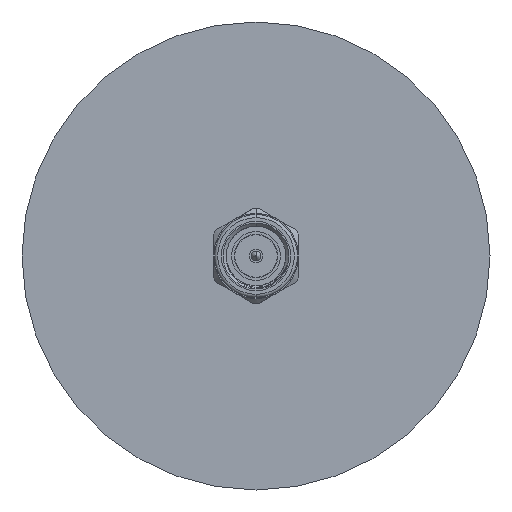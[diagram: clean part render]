
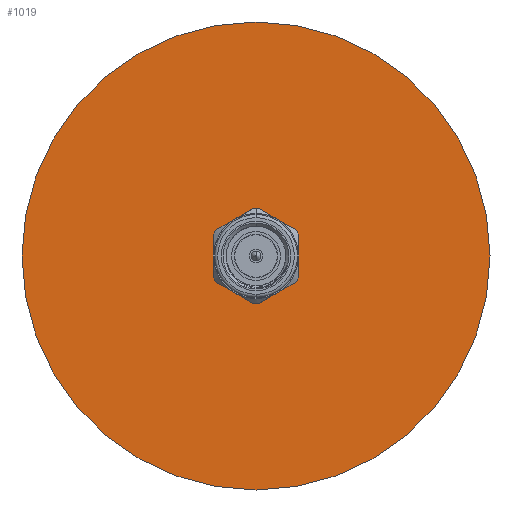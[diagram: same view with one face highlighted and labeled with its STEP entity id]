
A CAD part, front view. The second image highlights one B-rep face of the part: STEP entity #1019.
In plain terms, the highlighted planar face has unit normal (0, -1, 0).
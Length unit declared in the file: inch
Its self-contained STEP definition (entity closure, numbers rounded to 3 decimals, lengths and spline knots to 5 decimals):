
#468 = CIRCLE ( 'NONE', #5410, 0.1063 ) ;
#492 = DIRECTION ( 'NONE',  ( 0., 0., 1. ) ) ;
#496 = CARTESIAN_POINT ( 'NONE',  ( 0., 0., 0.86614 ) ) ;
#503 = EDGE_LOOP ( 'NONE', ( #4755, #2571 ) ) ;
#522 = VERTEX_POINT ( 'NONE', #5546 ) ;
#530 = DIRECTION ( 'NONE',  ( 0., 0., -1. ) ) ;
#760 = EDGE_CURVE ( 'NONE', #1300, #7257, #1902, .T. ) ;
#1019 = ADVANCED_FACE ( 'NONE', ( #8053, #9307 ), #6071, .F. ) ;
#1300 = VERTEX_POINT ( 'NONE', #496 ) ;
#1343 = EDGE_LOOP ( 'NONE', ( #6540, #3367 ) ) ;
#1902 = CIRCLE ( 'NONE', #2940, 0.86614 ) ;
#2176 = AXIS2_PLACEMENT_3D ( 'NONE', #8994, #2639, #4811 ) ;
#2374 = CARTESIAN_POINT ( 'NONE',  ( 0., 0., -0.86614 ) ) ;
#2571 = ORIENTED_EDGE ( 'NONE', *, *, #760, .F. ) ;
#2639 = DIRECTION ( 'NONE',  ( 0., 1., 0. ) ) ;
#2940 = AXIS2_PLACEMENT_3D ( 'NONE', #4013, #8351, #492 ) ;
#3132 = AXIS2_PLACEMENT_3D ( 'NONE', #4408, #8877, #4788 ) ;
#3237 = AXIS2_PLACEMENT_3D ( 'NONE', #7651, #3898, #4043 ) ;
#3321 = DIRECTION ( 'NONE',  ( 0., 1., 0. ) ) ;
#3367 = ORIENTED_EDGE ( 'NONE', *, *, #5969, .T. ) ;
#3898 = DIRECTION ( 'NONE',  ( 0., 1., 0. ) ) ;
#4013 = CARTESIAN_POINT ( 'NONE',  ( 0., 0., 0. ) ) ;
#4043 = DIRECTION ( 'NONE',  ( 1., 0., 0. ) ) ;
#4228 = CIRCLE ( 'NONE', #2176, 0.86614 ) ;
#4408 = CARTESIAN_POINT ( 'NONE',  ( 0., 0., 0. ) ) ;
#4755 = ORIENTED_EDGE ( 'NONE', *, *, #7335, .F. ) ;
#4788 = DIRECTION ( 'NONE',  ( 0., 0., -1. ) ) ;
#4811 = DIRECTION ( 'NONE',  ( 0., 0., 1. ) ) ;
#5410 = AXIS2_PLACEMENT_3D ( 'NONE', #7065, #3321, #530 ) ;
#5546 = CARTESIAN_POINT ( 'NONE',  ( 0., 0., -0.1063 ) ) ;
#5588 = CARTESIAN_POINT ( 'NONE',  ( 0., 0., 0.1063 ) ) ;
#5969 = EDGE_CURVE ( 'NONE', #9123, #522, #8853, .T. ) ;
#6071 = PLANE ( 'NONE',  #3237 ) ;
#6540 = ORIENTED_EDGE ( 'NONE', *, *, #8075, .T. ) ;
#7065 = CARTESIAN_POINT ( 'NONE',  ( 0., 0., 0. ) ) ;
#7257 = VERTEX_POINT ( 'NONE', #2374 ) ;
#7335 = EDGE_CURVE ( 'NONE', #7257, #1300, #4228, .T. ) ;
#7651 = CARTESIAN_POINT ( 'NONE',  ( 0., 0., 0. ) ) ;
#8053 = FACE_BOUND ( 'NONE', #1343, .T. ) ;
#8075 = EDGE_CURVE ( 'NONE', #522, #9123, #468, .T. ) ;
#8351 = DIRECTION ( 'NONE',  ( 0., 1., 0. ) ) ;
#8853 = CIRCLE ( 'NONE', #3132, 0.1063 ) ;
#8877 = DIRECTION ( 'NONE',  ( 0., 1., 0. ) ) ;
#8994 = CARTESIAN_POINT ( 'NONE',  ( 0., 0., 0. ) ) ;
#9123 = VERTEX_POINT ( 'NONE', #5588 ) ;
#9307 = FACE_OUTER_BOUND ( 'NONE', #503, .T. ) ;
